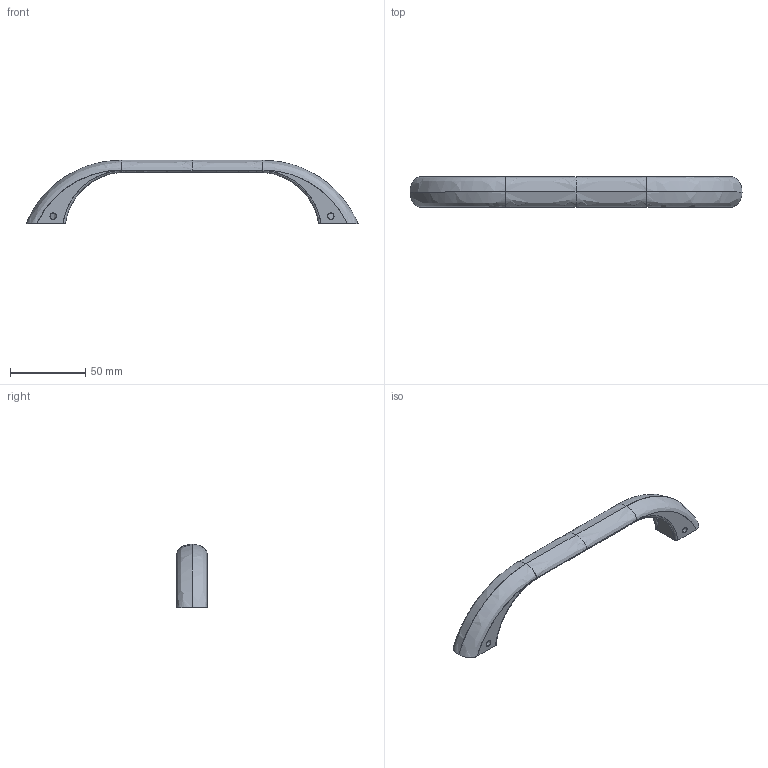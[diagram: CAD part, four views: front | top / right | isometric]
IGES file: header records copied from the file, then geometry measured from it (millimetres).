
Start section: SolidWorks IGES file using analytic representation for surfaces
Global section: file name: BG-6-07.IGS,1; native system: 5HSolidWorks 2012; preprocessor: SolidWorks 2012; author: Administrator; date: 161209.111156; units: millimetre
Bounding box: 220 x 20 x 42 mm (x, y, z)
Surface area: 16265.4 mm2 (no closed solid volume)
Topology: 0 solids, 0 shells, 71 faces, 1139 edges, 1139 vertices
Faces by surface type: bspline 51, revolution 20
